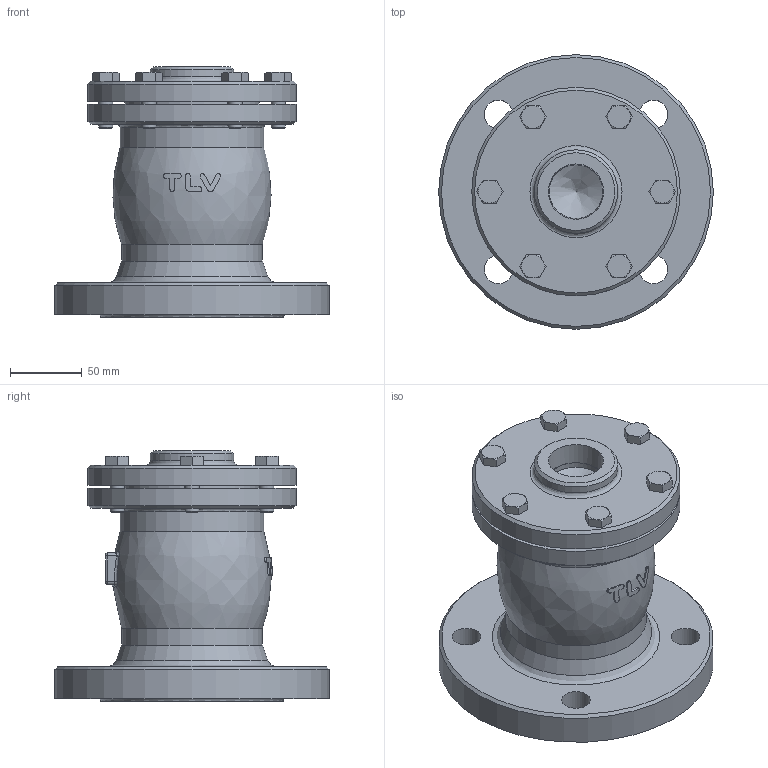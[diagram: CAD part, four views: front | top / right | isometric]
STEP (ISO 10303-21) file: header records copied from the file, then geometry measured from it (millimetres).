
FILE_DESCRIPTION((''),'2;1');
FILE_NAME('va300-080-a0150-00.stp','2010-08-10T16:01:02',('nakaot'),(''),'Autodesk Inventor 2008','Autodesk Inventor 2008','');
FILE_SCHEMA(('AUTOMOTIVE_DESIGN { 1 0 10303 214 1 1 1 1 }'));
Length unit declared in the file: millimetre
Products named in the file (1): va300-080-a0150-00
Bounding box: 191 x 191 x 174 mm (x, y, z)
Volume: 1958950.3 mm3; surface area: 174388.1 mm2
Topology: 1 solids, 1 shells, 200 faces, 446 edges, 278 vertices
Faces by surface type: plane 80, cone 47, cylinder 37, bspline 36
Full cylindrical faces by diameter (mm): 10 x12, 58 x1, 93.5 x1, 98 x1, 100 x1, 145 x2, 191 x1
Entity records: 6755 total; most frequent: CARTESIAN_POINT 2842, ORIENTED_EDGE 770, DIRECTION 749, EDGE_CURVE 385, AXIS2_PLACEMENT_3D 319, EDGE_LOOP 299, VERTEX_POINT 266, FACE_OUTER_BOUND 200
